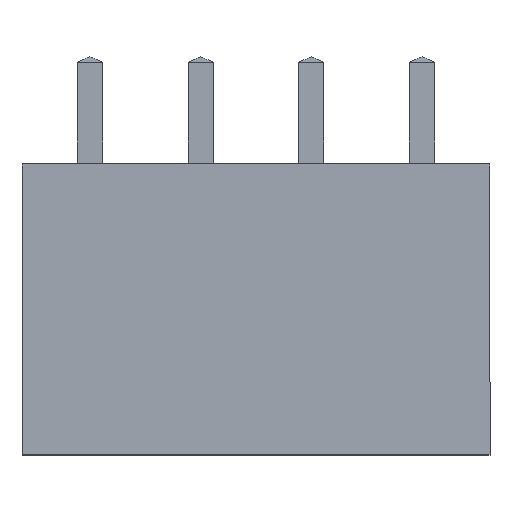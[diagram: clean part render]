
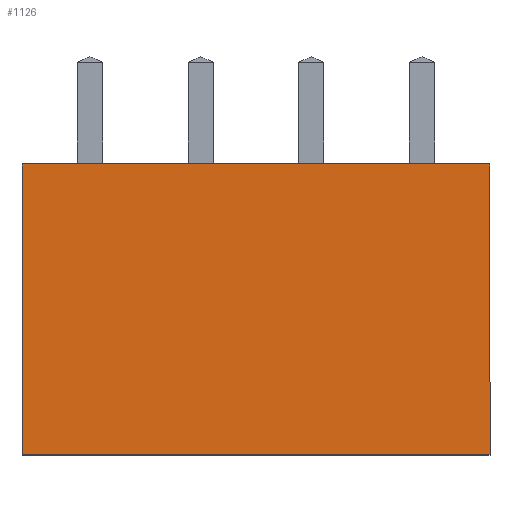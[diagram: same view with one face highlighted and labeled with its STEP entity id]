
A CAD part, top view. The second image highlights one B-rep face of the part: STEP entity #1126.
In plain terms, the highlighted planar face has unit normal (0, 0, 1).
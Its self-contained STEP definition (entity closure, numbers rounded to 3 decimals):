
#276 = ORIENTED_EDGE ( 'NONE', *, *, #2282, .T. ) ;
#277 = LINE ( 'NONE', #610, #2724 ) ;
#350 = DIRECTION ( 'NONE',  ( 0., -1., 0. ) ) ;
#469 = DIRECTION ( 'NONE',  ( -1., 0., 0. ) ) ;
#610 = CARTESIAN_POINT ( 'NONE',  ( 7.4, 0., 7. ) ) ;
#726 = CARTESIAN_POINT ( 'NONE',  ( 7.4, 9.2, 7. ) ) ;
#767 = AXIS2_PLACEMENT_3D ( 'NONE', #1753, #3023, #469 ) ;
#920 = EDGE_CURVE ( 'NONE', #2223, #3349, #277, .T. ) ;
#1000 = CARTESIAN_POINT ( 'NONE',  ( -7.4, 9.2, 7. ) ) ;
#1078 = VERTEX_POINT ( 'NONE', #726 ) ;
#1126 = ADVANCED_FACE ( 'NONE', ( #2124 ), #2753, .F. ) ;
#1222 = EDGE_CURVE ( 'NONE', #1078, #3830, #2141, .T. ) ;
#1480 = VECTOR ( 'NONE', #3395, 1000. ) ;
#1615 = CARTESIAN_POINT ( 'NONE',  ( 7.4, 9.2, 7. ) ) ;
#1753 = CARTESIAN_POINT ( 'NONE',  ( 0., 0., 7. ) ) ;
#1783 = ORIENTED_EDGE ( 'NONE', *, *, #3718, .T. ) ;
#1856 = CARTESIAN_POINT ( 'NONE',  ( -7.4, 0., 7. ) ) ;
#1892 = EDGE_LOOP ( 'NONE', ( #1783, #2409, #276, #2904 ) ) ;
#1973 = CARTESIAN_POINT ( 'NONE',  ( -7.4, 9.2, 7. ) ) ;
#2038 = CARTESIAN_POINT ( 'NONE',  ( 7.4, 0., 7. ) ) ;
#2124 = FACE_OUTER_BOUND ( 'NONE', #1892, .T. ) ;
#2141 = LINE ( 'NONE', #1615, #1480 ) ;
#2223 = VERTEX_POINT ( 'NONE', #1856 ) ;
#2255 = DIRECTION ( 'NONE',  ( 1., 0., 0. ) ) ;
#2282 = EDGE_CURVE ( 'NONE', #3349, #1078, #3247, .T. ) ;
#2337 = VECTOR ( 'NONE', #350, 1000. ) ;
#2409 = ORIENTED_EDGE ( 'NONE', *, *, #920, .T. ) ;
#2724 = VECTOR ( 'NONE', #2255, 1000. ) ;
#2753 = PLANE ( 'NONE',  #767 ) ;
#2904 = ORIENTED_EDGE ( 'NONE', *, *, #1222, .T. ) ;
#3023 = DIRECTION ( 'NONE',  ( 0., 0., -1. ) ) ;
#3090 = LINE ( 'NONE', #1000, #2337 ) ;
#3231 = DIRECTION ( 'NONE',  ( 0., 1., 0. ) ) ;
#3247 = LINE ( 'NONE', #3865, #3789 ) ;
#3349 = VERTEX_POINT ( 'NONE', #2038 ) ;
#3395 = DIRECTION ( 'NONE',  ( -1., 0., 0. ) ) ;
#3718 = EDGE_CURVE ( 'NONE', #3830, #2223, #3090, .T. ) ;
#3789 = VECTOR ( 'NONE', #3231, 1000. ) ;
#3830 = VERTEX_POINT ( 'NONE', #1973 ) ;
#3865 = CARTESIAN_POINT ( 'NONE',  ( 7.4, 9.2, 7. ) ) ;
